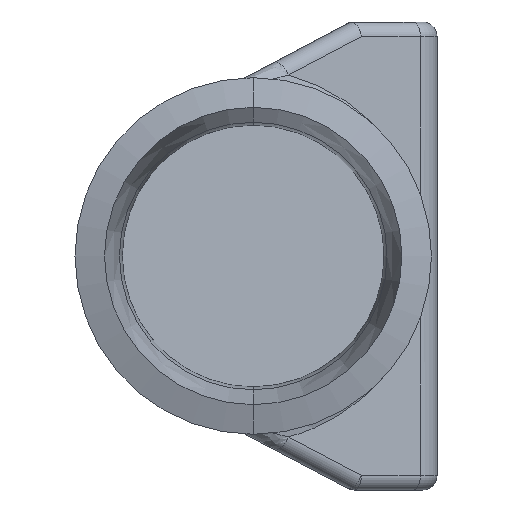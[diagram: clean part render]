
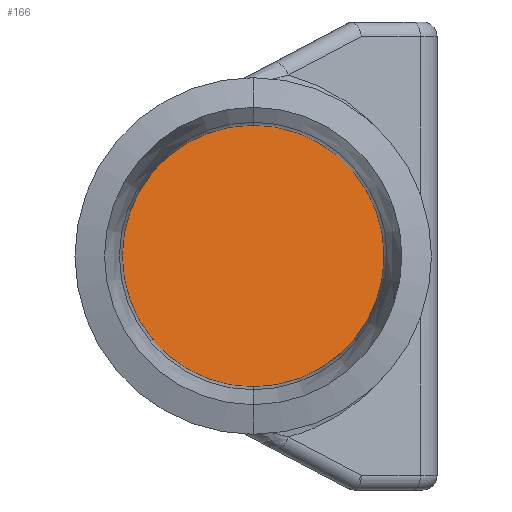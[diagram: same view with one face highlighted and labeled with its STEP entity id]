
A CAD part, left-side view. The second image highlights one B-rep face of the part: STEP entity #166.
In plain terms, the highlighted planar face has unit normal (-0.866, -0.5, 0).
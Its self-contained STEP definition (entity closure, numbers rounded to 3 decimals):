
#24 = ORIENTED_EDGE ( 'NONE', *, *, #862, .T. ) ;
#107 = PLANE ( 'NONE',  #510 ) ;
#109 = CARTESIAN_POINT ( 'NONE',  ( 92.807, 23.5, 11.75 ) ) ;
#121 = CARTESIAN_POINT ( 'NONE',  ( 92.807, 23.5, -11.75 ) ) ;
#166 = ADVANCED_FACE ( 'NONE', ( #259 ), #107, .T. ) ;
#259 = FACE_OUTER_BOUND ( 'NONE', #512, .T. ) ;
#343 = VERTEX_POINT ( 'NONE', #1439 ) ;
#404 = CARTESIAN_POINT ( 'NONE',  ( 106.375, 0., 11.75 ) ) ;
#510 = AXIS2_PLACEMENT_3D ( 'NONE', #719, #1323, #1937 ) ;
#512 = EDGE_LOOP ( 'NONE', ( #1610, #24 ) ) ;
#719 = CARTESIAN_POINT ( 'NONE',  ( 115.323, -15.5, -58.355 ) ) ;
#862 = EDGE_CURVE ( 'NONE', #1173, #343, #1158, .T. ) ;
#1082 = EDGE_CURVE ( 'NONE', #343, #1173, #1839, .T. ) ;
#1149 = CARTESIAN_POINT ( 'NONE',  ( 119.942, -23.5, -11.75 ) ) ;
#1158 =( BOUNDED_CURVE ( )  B_SPLINE_CURVE ( 3, ( #1917, #1149, #1770, #404 ),
 .UNSPECIFIED., .F., .F. ) 
 B_SPLINE_CURVE_WITH_KNOTS ( ( 4, 4 ),
 ( 1.571, 4.712 ),
 .UNSPECIFIED. ) 
 CURVE ( )  GEOMETRIC_REPRESENTATION_ITEM ( )  RATIONAL_B_SPLINE_CURVE ( ( 1., 0.333, 0.333, 1. ) ) 
 REPRESENTATION_ITEM ( '' )  );
#1173 = VERTEX_POINT ( 'NONE', #1335 ) ;
#1323 = DIRECTION ( 'NONE',  ( -0.866, -0.5, 0. ) ) ;
#1335 = CARTESIAN_POINT ( 'NONE',  ( 106.375, 0., -11.75 ) ) ;
#1439 = CARTESIAN_POINT ( 'NONE',  ( 106.375, 0., 11.75 ) ) ;
#1466 = CARTESIAN_POINT ( 'NONE',  ( 106.375, 0., -11.75 ) ) ;
#1610 = ORIENTED_EDGE ( 'NONE', *, *, #1082, .T. ) ;
#1770 = CARTESIAN_POINT ( 'NONE',  ( 119.942, -23.5, 11.75 ) ) ;
#1839 =( BOUNDED_CURVE ( )  B_SPLINE_CURVE ( 3, ( #1906, #109, #121, #1466 ),
 .UNSPECIFIED., .F., .F. ) 
 B_SPLINE_CURVE_WITH_KNOTS ( ( 4, 4 ),
 ( 4.712, 7.854 ),
 .UNSPECIFIED. ) 
 CURVE ( )  GEOMETRIC_REPRESENTATION_ITEM ( )  RATIONAL_B_SPLINE_CURVE ( ( 1., 0.333, 0.333, 1. ) ) 
 REPRESENTATION_ITEM ( '' )  );
#1906 = CARTESIAN_POINT ( 'NONE',  ( 106.375, 0., 11.75 ) ) ;
#1917 = CARTESIAN_POINT ( 'NONE',  ( 106.375, 0., -11.75 ) ) ;
#1937 = DIRECTION ( 'NONE',  ( 0.5, -0.866, 0. ) ) ;
